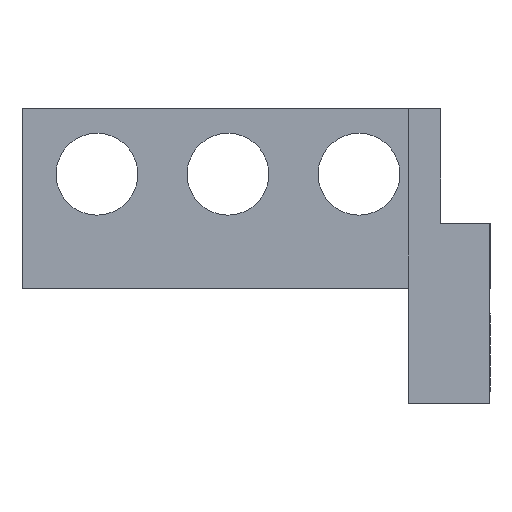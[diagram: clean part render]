
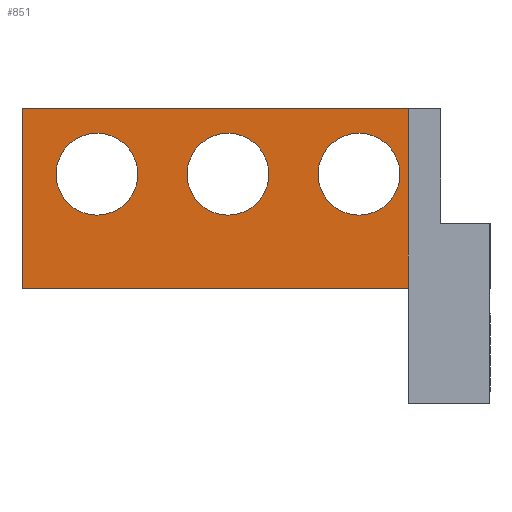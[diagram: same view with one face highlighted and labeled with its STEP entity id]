
A CAD part, left-side view. The second image highlights one B-rep face of the part: STEP entity #851.
In plain terms, the highlighted planar face has unit normal (-1, 0, 0).
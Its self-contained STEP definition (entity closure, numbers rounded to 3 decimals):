
#11 = VERTEX_POINT ( 'NONE', #717 ) ;
#33 = ORIENTED_EDGE ( 'NONE', *, *, #1264, .F. ) ;
#48 = VERTEX_POINT ( 'NONE', #187 ) ;
#54 = AXIS2_PLACEMENT_3D ( 'NONE', #1183, #982, #881 ) ;
#82 = FACE_BOUND ( 'NONE', #897, .T. ) ;
#126 = DIRECTION ( 'NONE',  ( 0., 0., 1. ) ) ;
#138 = VERTEX_POINT ( 'NONE', #723 ) ;
#160 = CARTESIAN_POINT ( 'NONE',  ( 0., -12.578, -4.005 ) ) ;
#169 = CARTESIAN_POINT ( 'NONE',  ( 0., -4.578, -1.505 ) ) ;
#187 = CARTESIAN_POINT ( 'NONE',  ( 0., -20.578, -6.505 ) ) ;
#192 = CARTESIAN_POINT ( 'NONE',  ( 0., 0., -18. ) ) ;
#238 = EDGE_CURVE ( 'NONE', #617, #48, #686, .T. ) ;
#239 = AXIS2_PLACEMENT_3D ( 'NONE', #423, #848, #1294 ) ;
#254 = DIRECTION ( 'NONE',  ( -1., 0., 0. ) ) ;
#259 = CIRCLE ( 'NONE', #613, 2.5 ) ;
#267 = EDGE_CURVE ( 'NONE', #1316, #1057, #413, .T. ) ;
#269 = DIRECTION ( 'NONE',  ( -1., 0., 0. ) ) ;
#307 = DIRECTION ( 'NONE',  ( 0., 0., 1. ) ) ;
#317 = EDGE_CURVE ( 'NONE', #489, #704, #569, .T. ) ;
#326 = CARTESIAN_POINT ( 'NONE',  ( 0., -4.578, -6.505 ) ) ;
#328 = DIRECTION ( 'NONE',  ( -1., 0., 0. ) ) ;
#373 = AXIS2_PLACEMENT_3D ( 'NONE', #1275, #328, #976 ) ;
#390 = PLANE ( 'NONE',  #896 ) ;
#413 = CIRCLE ( 'NONE', #373, 2.5 ) ;
#418 = VECTOR ( 'NONE', #307, 1000. ) ;
#423 = CARTESIAN_POINT ( 'NONE',  ( 0., -20.578, -4.005 ) ) ;
#429 = EDGE_CURVE ( 'NONE', #11, #489, #619, .T. ) ;
#432 = LINE ( 'NONE', #856, #1370 ) ;
#443 = ORIENTED_EDGE ( 'NONE', *, *, #267, .F. ) ;
#452 = VERTEX_POINT ( 'NONE', #1262 ) ;
#480 = AXIS2_PLACEMENT_3D ( 'NONE', #1281, #254, #126 ) ;
#483 = CARTESIAN_POINT ( 'NONE',  ( 0., -23.578, -18. ) ) ;
#489 = VERTEX_POINT ( 'NONE', #1053 ) ;
#505 = ORIENTED_EDGE ( 'NONE', *, *, #238, .F. ) ;
#506 = ORIENTED_EDGE ( 'NONE', *, *, #1299, .F. ) ;
#511 = CIRCLE ( 'NONE', #1280, 2.5 ) ;
#520 = ORIENTED_EDGE ( 'NONE', *, *, #429, .F. ) ;
#545 = DIRECTION ( 'NONE',  ( 0., 0., 1. ) ) ;
#569 = LINE ( 'NONE', #1204, #792 ) ;
#574 = CIRCLE ( 'NONE', #54, 2.5 ) ;
#603 = DIRECTION ( 'NONE',  ( -1., 0., 0. ) ) ;
#613 = AXIS2_PLACEMENT_3D ( 'NONE', #160, #269, #911 ) ;
#617 = VERTEX_POINT ( 'NONE', #624 ) ;
#619 = LINE ( 'NONE', #192, #931 ) ;
#621 = DIRECTION ( 'NONE',  ( -1., 0., 0. ) ) ;
#624 = CARTESIAN_POINT ( 'NONE',  ( 0., -20.578, -1.505 ) ) ;
#645 = CARTESIAN_POINT ( 'NONE',  ( 0., -23.578, 0. ) ) ;
#653 = EDGE_LOOP ( 'NONE', ( #1089, #684, #987, #520 ) ) ;
#675 = FACE_OUTER_BOUND ( 'NONE', #653, .T. ) ;
#684 = ORIENTED_EDGE ( 'NONE', *, *, #735, .T. ) ;
#686 = CIRCLE ( 'NONE', #239, 2.5 ) ;
#704 = VERTEX_POINT ( 'NONE', #645 ) ;
#717 = CARTESIAN_POINT ( 'NONE',  ( 0., 0., -11. ) ) ;
#723 = CARTESIAN_POINT ( 'NONE',  ( 0., -23.578, -11. ) ) ;
#735 = EDGE_CURVE ( 'NONE', #138, #704, #1259, .T. ) ;
#755 = EDGE_CURVE ( 'NONE', #138, #11, #432, .T. ) ;
#792 = VECTOR ( 'NONE', #999, 1000. ) ;
#815 = CARTESIAN_POINT ( 'NONE',  ( 0., -12.578, -1.505 ) ) ;
#833 = CARTESIAN_POINT ( 'NONE',  ( 0., -23.578, -18. ) ) ;
#839 = CARTESIAN_POINT ( 'NONE',  ( 0., -12.578, -4.005 ) ) ;
#848 = DIRECTION ( 'NONE',  ( -1., 0., 0. ) ) ;
#851 = ADVANCED_FACE ( 'NONE', ( #675, #1101, #1000, #82 ), #390, .T. ) ;
#856 = CARTESIAN_POINT ( 'NONE',  ( 0., -23.578, -11. ) ) ;
#881 = DIRECTION ( 'NONE',  ( 0., 0., 1. ) ) ;
#895 = VERTEX_POINT ( 'NONE', #815 ) ;
#896 = AXIS2_PLACEMENT_3D ( 'NONE', #483, #603, #1217 ) ;
#897 = EDGE_LOOP ( 'NONE', ( #505, #1318 ) ) ;
#911 = DIRECTION ( 'NONE',  ( 0., 0., 1. ) ) ;
#931 = VECTOR ( 'NONE', #1247, 1000. ) ;
#976 = DIRECTION ( 'NONE',  ( 0., 0., 1. ) ) ;
#982 = DIRECTION ( 'NONE',  ( -1., 0., 0. ) ) ;
#987 = ORIENTED_EDGE ( 'NONE', *, *, #317, .F. ) ;
#999 = DIRECTION ( 'NONE',  ( 0., -1., 0. ) ) ;
#1000 = FACE_BOUND ( 'NONE', #1143, .T. ) ;
#1008 = EDGE_LOOP ( 'NONE', ( #443, #33 ) ) ;
#1039 = ORIENTED_EDGE ( 'NONE', *, *, #1117, .F. ) ;
#1053 = CARTESIAN_POINT ( 'NONE',  ( 0., 0., 0. ) ) ;
#1057 = VERTEX_POINT ( 'NONE', #326 ) ;
#1089 = ORIENTED_EDGE ( 'NONE', *, *, #755, .F. ) ;
#1101 = FACE_BOUND ( 'NONE', #1008, .T. ) ;
#1117 = EDGE_CURVE ( 'NONE', #895, #452, #511, .T. ) ;
#1143 = EDGE_LOOP ( 'NONE', ( #1039, #506 ) ) ;
#1170 = EDGE_CURVE ( 'NONE', #48, #617, #1336, .T. ) ;
#1179 = DIRECTION ( 'NONE',  ( 0., 1., 0. ) ) ;
#1183 = CARTESIAN_POINT ( 'NONE',  ( 0., -4.578, -4.005 ) ) ;
#1204 = CARTESIAN_POINT ( 'NONE',  ( 0., -23.578, 0. ) ) ;
#1217 = DIRECTION ( 'NONE',  ( 0., 0., 1. ) ) ;
#1247 = DIRECTION ( 'NONE',  ( 0., 0., 1. ) ) ;
#1259 = LINE ( 'NONE', #833, #418 ) ;
#1262 = CARTESIAN_POINT ( 'NONE',  ( 0., -12.578, -6.505 ) ) ;
#1264 = EDGE_CURVE ( 'NONE', #1057, #1316, #574, .T. ) ;
#1275 = CARTESIAN_POINT ( 'NONE',  ( 0., -4.578, -4.005 ) ) ;
#1280 = AXIS2_PLACEMENT_3D ( 'NONE', #839, #621, #545 ) ;
#1281 = CARTESIAN_POINT ( 'NONE',  ( 0., -20.578, -4.005 ) ) ;
#1294 = DIRECTION ( 'NONE',  ( 0., 0., 1. ) ) ;
#1299 = EDGE_CURVE ( 'NONE', #452, #895, #259, .T. ) ;
#1316 = VERTEX_POINT ( 'NONE', #169 ) ;
#1318 = ORIENTED_EDGE ( 'NONE', *, *, #1170, .F. ) ;
#1336 = CIRCLE ( 'NONE', #480, 2.5 ) ;
#1370 = VECTOR ( 'NONE', #1179, 1000. ) ;
